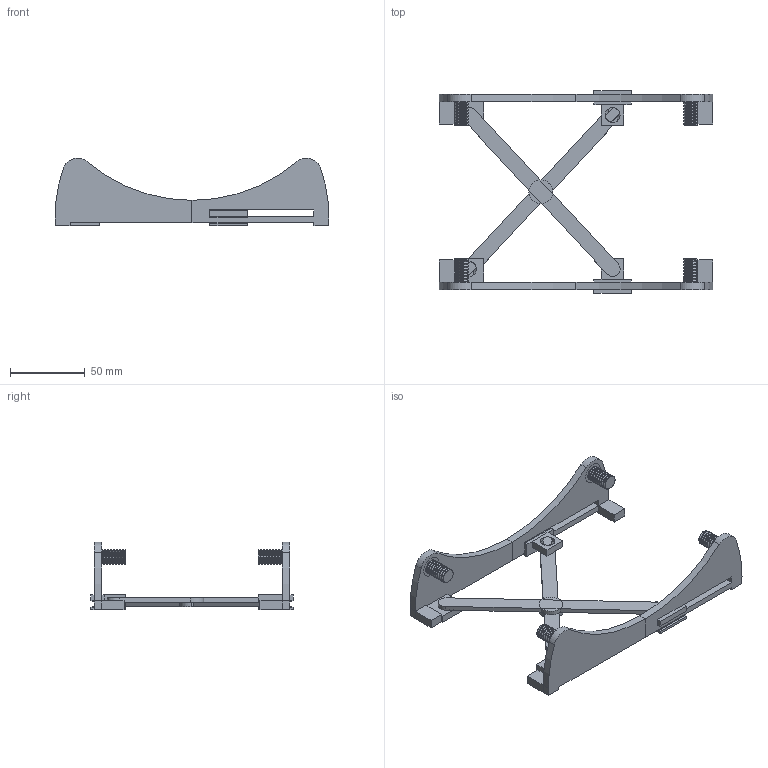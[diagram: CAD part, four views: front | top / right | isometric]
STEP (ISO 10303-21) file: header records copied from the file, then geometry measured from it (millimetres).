
FILE_DESCRIPTION(('FreeCAD Model'),'2;1');
FILE_NAME('filamentholder.step', '2019-09-20T18:35:22',('Author'),(''), 'Open CASCADE STEP processor 7.3','FreeCAD','Unknown');
FILE_SCHEMA(('AUTOMOTIVE_DESIGN { 1 0 10303 214 1 1 1 1 }'));
Length unit declared in the file: millimetre
Products named in the file (6): base_1; slider_1; lever_1; base_2; slider_2; lever_2
Bounding box: 183.24 x 135.4 x 45.18 mm (x, y, z)
Volume: 70948 mm3; surface area: 43080.2 mm2
Topology: 6 solids, 6 shells, 453 faces, 1063 edges, 633 vertices
Faces by surface type: plane 206, cylinder 112, bspline 108, cone 27
Full cylindrical faces by diameter (mm): 5.6 x4, 6 x1, 9.8 x30
Entity records: 54460 total; most frequent: CARTESIAN_POINT 34105, DIRECTION 3321, ORIENTED_EDGE 2126, PCURVE 2126, DEFINITIONAL_REPRESENTATION 2126, LINE 2058, VECTOR 2058, EDGE_CURVE 1063
